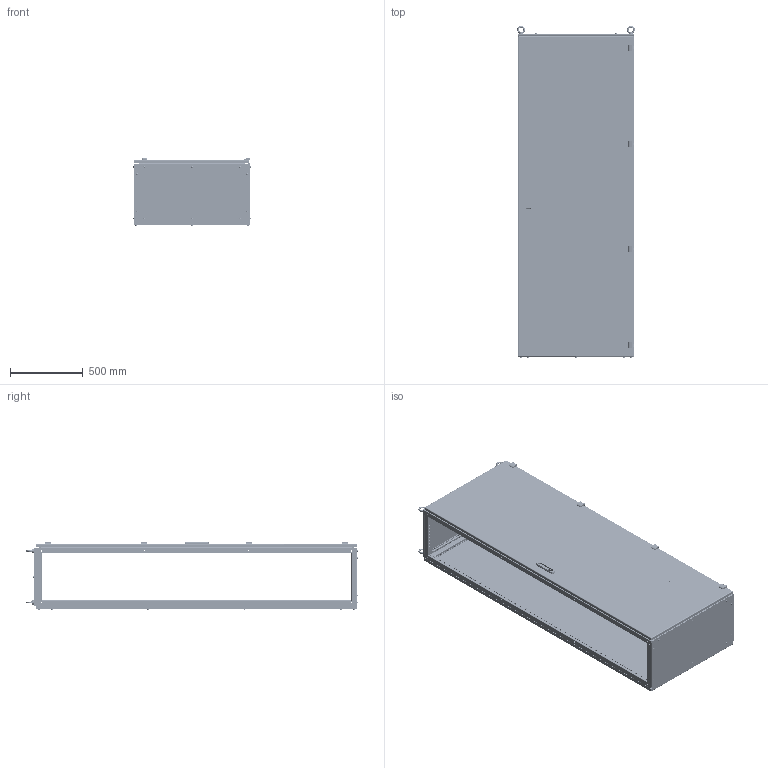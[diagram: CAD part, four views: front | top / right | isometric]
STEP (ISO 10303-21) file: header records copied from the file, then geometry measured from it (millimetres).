
FILE_DESCRIPTION (( 'STEP AP203' ), '1' );
FILE_NAME ('Êîðïóñ FORT IP54 (2200õ800õ400) EKF PROxima.STEP', '2020-10-25T10:53:56', ( '' ), ( '' ), 'SwSTEP 2.0', 'SolidWorks 2019', '' );
FILE_SCHEMA (( 'CONFIG_CONTROL_DESIGN' ));
Length unit declared in the file: millimetre
Products named in the file (73): êîðïóñ ïåòëè1; hex thin nut gradeb_din_Hexagon Nut ISO 4036 - M6 - N; 剒蜲錪 獲闃; ÌÈ-1025.06.00.001 Ïåðåãîðîäêà ãëóõàÿ 800õ400; 幄鍧 獲闃 1000; Êîðïóñ äâåðíîé ðó÷êè Àòîñ; countersunk raised head cross recess screw_din_DIN EN ISO 7047 - M4 x 10 - Z - 10N; Êîðïóñ FORT IP54 (2200õ800õ400) EKF PROxima; Ãàéêà çàêëàäíàÿ; Øïèëüêà Ì6õ12; hex screw gradec_din_DIN EN 24018 - M12 x 35-WN; ÓÊ íà äâåðü 800õ2200; ÌÈ-1164.02.00.001 Äâåðü 800õ2200; plain washer large_din_Washer DIN 9021 - 13; ÌÈ-1164.03.00.001 Ñòåíêà çàäíÿÿ 800õ2200; pan head cross recess screw_din_DIN EN ISO 7045 - M6 x 20 - Z - 20N; ÌÈ-1164.01.00.001 Ïðîôèëü âåðòèêàëüíûé 2200; Çàêëåïêà ãàå÷íàÿ Ì6 UNI 9203; Äåðæàòåëü øòîêà; Óãëîâàÿ ïåòëÿ Àòîñ; Øïèëüêà ïðèâàðíàÿ Ì6õ20 DIN 13918; ÌÈ-1025.01.00.004 Ïðîôèëü áîêîâîé 400 íèæíèé; hex nut gradec_din_Hexagon Nut ISO 4034 - M16 - N; hex flange nut_din_Hexagon Flange Nut DIN 6923 - M6 - N; ÌÈ-1025.06.00.000 ÑÁ Ïåðåãîðîäêà öîêîëÿ 800õ400; pan head cross recess screw_din_DIN EN ISO 7045 - M6 x 30 - Z - 30N; Ãàéêà çàêëàäêàÿ Ì6; ÓÊ íà ñòåíêó çàäíþþ 800õ2200; Øïèëüêà ïðèâàðíàÿ Ì6õ25 DIN 13918; ÌÈ-1025.01.00.002 Ïðîôèëü áîêîâîé 400 âåðõíèé; Çàìîê â ñáîðå Àòîñ; ÌÈ-983.01.01.000 ÑÁ Ïðîôèëü ãîðèçîíòàëüíûé 800 âåðõíèé â ñáîðå; ÌÈ-1025.05.00.000 ÑÁ Ïîòîëî÷íàÿ ïàíåëü 800õ400; pan head cross recess screw_din_DIN EN ISO 7045 - M6 x 40 - Z - 40N; ÌÈ-1248.01.00.000 ÑÁ Êàðêàñ 2200õ800õ400; ÌÈ-983.01.01.001 Ïðîôèëü ãîðèçîíòàëüíûé âåðõíèé 800; ÌÈ-1025.05.00.001 Ïîòîëî÷íàÿ ïàíåëü 800õ400; ÌÈ-1164.02.00.000 ÑÁ Äâåðü â ñáîðå; 幄鍧 獲闃 1100; ÌÈ-983.02.00.004 Ïðîôèëü äâåðíîé ìàëûé 800 ...
Assembly tree (203 placements, depth 4):
  Êîðïóñ FORT IP54 (2200õ800õ400) EKF PROxima
    ÌÈ-1248.01.00.000 ÑÁ Êàðêàñ 2200õ800õ400
      ÌÈ-983.01.01.000 ÑÁ Ïðîôèëü ãîðèçîíòàëüíûé 800 âåðõíèé â ñáîðå
        ÌÈ-983.01.01.001 Ïðîôèëü ãîðèçîíòàëüíûé âåðõíèé 800
        Øïèëüêà Ì6õ12
      ÌÈ-1164.01.00.001 Ïðîôèëü âåðòèêàëüíûé 2200  x4
      ÌÈ-983.01.00.003 Ïðîôèëü ãîðèçîíòàëüíûé íèæíèé 800  x2
      ÌÈ-1025.01.00.002 Ïðîôèëü áîêîâîé 400 âåðõíèé  x2
      ÌÈ-983.01.01.000 ÑÁ Ïðîôèëü ãîðèçîíòàëüíûé 800 âåðõíèé â ñáîðå
        ÌÈ-983.01.01.001 Ïðîôèëü ãîðèçîíòàëüíûé âåðõíèé 800
        Øïèëüêà Ì6õ12
      ÌÈ-1025.01.00.004 Ïðîôèëü áîêîâîé 400 íèæíèé  x2
    ÌÈ-1164.03.00.000 ÑÁ Ñòåíêà çàäíÿÿ 800õ2200
      ÌÈ-1164.03.00.001 Ñòåíêà çàäíÿÿ 800õ2200
      ÓÊ íà ñòåíêó çàäíþþ 800õ2200
      Øïèëüêà Ì6õ12
    ÌÈ-1025.05.00.000 ÑÁ Ïîòîëî÷íàÿ ïàíåëü 800õ400
      ÌÈ-1025.05.00.001 Ïîòîëî÷íàÿ ïàíåëü 800õ400
      ÓÊ íà ïîòîëî÷íóþ ïàíåëü 800õ400
    Çàêëåïêà ãàå÷íàÿ Ì6 UNI 9203  x10
    pan head cross recess screw_din_DIN EN ISO 7045 - M6 x 40 - Z - 40N  x10
    Ãàéêà çàêëàäíàÿ
      Îáîëî÷êà ãàéêè çàêëàäíîé
      Ãàéêà çàêëàäêàÿ Ì6
    Ãàéêà çàêëàäíàÿ
      Îáîëî÷êà ãàéêè çàêëàäíîé
      Ãàéêà çàêëàäêàÿ Ì6
    pan head cross recess screw_din_DIN EN ISO 7045 - M6 x 30 - Z - 30N  x6
    ÌÈ-1025.06.00.000 ÑÁ Ïåðåãîðîäêà öîêîëÿ 800õ400
      ÌÈ-1025.06.00.001 Ïåðåãîðîäêà ãëóõàÿ 800õ400
      ÓÊ íà ïåðåãîðîäêó öîêîëÿ 800õ400
    Ãàéêà çàêëàäíàÿ
      Îáîëî÷êà ãàéêè çàêëàäíîé
      Ãàéêà çàêëàäêàÿ Ì6
    Ãàéêà çàêëàäíàÿ
      Îáîëî÷êà ãàéêè çàêëàäíîé
      Ãàéêà çàêëàäêàÿ Ì6
    Ãàéêà çàêëàäíàÿ
      Îáîëî÷êà ãàéêè çàêëàäíîé
      Ãàéêà çàêëàäêàÿ Ì6
    Ãàéêà çàêëàäíàÿ
      Îáîëî÷êà ãàéêè çàêëàäíîé
      Ãàéêà çàêëàäêàÿ Ì6
    Ãàéêà çàêëàäíàÿ
      Îáîëî÷êà ãàéêè çàêëàäíîé
      Ãàéêà çàêëàäêàÿ Ì6
    pan head cross recess screw_din_DIN EN ISO 7045 - M6 x 20 - Z - 20N  x10
    lifting eye nut 01_din_DIN 582-M12-N  x4
    hex flange nut_din_Hexagon Flange Nut DIN 6923 - M6 - N
    Ãàéêà çàêëàäíàÿ
      Îáîëî÷êà ãàéêè çàêëàäíîé
      Ãàéêà çàêëàäêàÿ Ì6
    Ãàéêà çàêëàäíàÿ
      Îáîëî÷êà ãàéêè çàêëàäíîé
      Ãàéêà çàêëàäêàÿ Ì6
    Ãàéêà çàêëàäíàÿ
      Îáîëî÷êà ãàéêè çàêëàäíîé
      Ãàéêà çàêëàäêàÿ Ì6
    Ãàéêà çàêëàäíàÿ
      Îáîëî÷êà ãàéêè çàêëàäíîé
Bounding box: 806.5 x 2276.48 x 466.98 mm (x, y, z)
Volume: 10400106 mm3; surface area: 13504556.8 mm2
Topology: 175 solids, 175 shells, 14859 faces, 39715 edges, 25242 vertices
Faces by surface type: plane 11207, cylinder 2128, cone 684, bspline 566, torus 214, sphere 60
Entity records: 162910 total; most frequent: CARTESIAN_POINT 33467, ORIENTED_EDGE 24700, DIRECTION 22733, EDGE_CURVE 12350, LINE 10105, VECTOR 10105, VERTEX_POINT 7964, AXIS2_PLACEMENT_3D 6314
